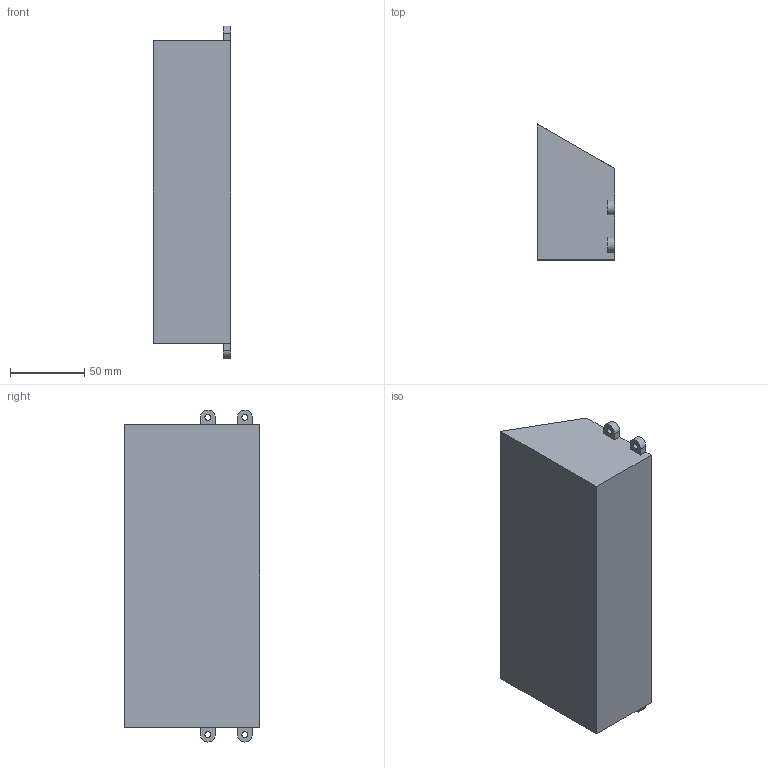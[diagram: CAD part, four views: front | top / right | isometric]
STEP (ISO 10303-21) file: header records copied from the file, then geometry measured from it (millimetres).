
FILE_DESCRIPTION(/* description */ (''),/* implementation_level */ '2;1');
FILE_NAME(/* name */ 'AliceBox.stp',/* time_stamp */ '2024-11-24T23:15:11+02:00',/* author */ ('alex2'),/* organization */ (''),/* preprocessor_version */ 'ST-DEVELOPER v19.2',/* originating_system */ 'Autodesk Inventor 2024',/* authorisation */ '');
FILE_SCHEMA (('AUTOMOTIVE_DESIGN { 1 0 10303 214 3 1 1 }'));
Length unit declared in the file: millimetre
Products named in the file (1): AliceBox
Bounding box: 52 x 91.29 x 223.7 mm (x, y, z)
Volume: 139161.7 mm3; surface area: 95955.7 mm2
Topology: 1 solids, 1 shells, 54 faces, 161 edges, 121 vertices
Faces by surface type: plane 42, cylinder 12
Full cylindrical faces by diameter (mm): 4 x4
Entity records: 1832 total; most frequent: CARTESIAN_POINT 326, ORIENTED_EDGE 300, DIRECTION 284, EDGE_CURVE 150, LINE 126, VECTOR 126, VERTEX_POINT 98, AXIS2_PLACEMENT_3D 79
